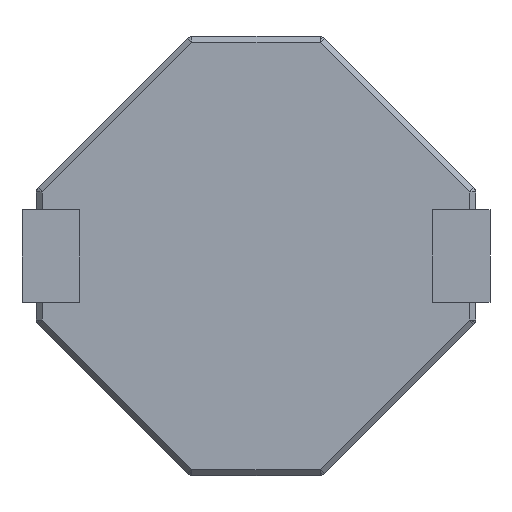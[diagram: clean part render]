
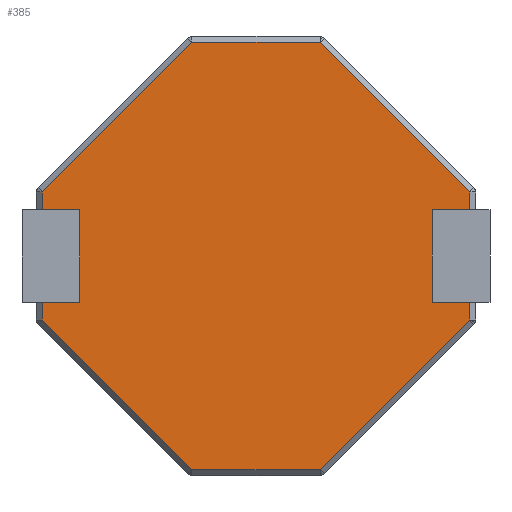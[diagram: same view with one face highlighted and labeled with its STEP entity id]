
A CAD part, front view. The second image highlights one B-rep face of the part: STEP entity #385.
In plain terms, the highlighted planar face has unit normal (0, -1, 0).
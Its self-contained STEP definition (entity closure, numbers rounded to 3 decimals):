
#16 = EDGE_CURVE ( 'NONE', #1261, #1676, #1319, .T. ) ;
#50 = CARTESIAN_POINT ( 'NONE',  ( -1.108, 0., 3.7 ) ) ;
#51 = DIRECTION ( 'NONE',  ( 0.707, 0., -0.707 ) ) ;
#63 = VERTEX_POINT ( 'NONE', #785 ) ;
#96 = LINE ( 'NONE', #797, #246 ) ;
#109 = LINE ( 'NONE', #1571, #719 ) ;
#119 = DIRECTION ( 'NONE',  ( 1., 0., 0. ) ) ;
#163 = CARTESIAN_POINT ( 'NONE',  ( 3.7, 0., -1.108 ) ) ;
#165 = VERTEX_POINT ( 'NONE', #458 ) ;
#174 = VECTOR ( 'NONE', #1401, 1000. ) ;
#191 = CARTESIAN_POINT ( 'NONE',  ( -3.7, 0., -1.108 ) ) ;
#193 = LINE ( 'NONE', #1394, #648 ) ;
#246 = VECTOR ( 'NONE', #1703, 1000. ) ;
#310 = CARTESIAN_POINT ( 'NONE',  ( 3.7, 0., 0.8 ) ) ;
#323 = VECTOR ( 'NONE', #1310, 1000. ) ;
#357 = DIRECTION ( 'NONE',  ( 0., 0., -1. ) ) ;
#359 = VERTEX_POINT ( 'NONE', #1967 ) ;
#365 = EDGE_CURVE ( 'NONE', #359, #1070, #920, .T. ) ;
#369 = CARTESIAN_POINT ( 'NONE',  ( 0., 0., 0. ) ) ;
#385 = ADVANCED_FACE ( 'NONE', ( #1045 ), #1592, .T. ) ;
#393 = DIRECTION ( 'NONE',  ( -1., 0., 0. ) ) ;
#397 = CARTESIAN_POINT ( 'NONE',  ( -3.7, 0., 0.8 ) ) ;
#411 = EDGE_CURVE ( 'NONE', #1494, #591, #193, .T. ) ;
#428 = ORIENTED_EDGE ( 'NONE', *, *, #1970, .T. ) ;
#429 = VECTOR ( 'NONE', #1695, 1000. ) ;
#440 = CARTESIAN_POINT ( 'NONE',  ( -3.05, 0., -0.8 ) ) ;
#458 = CARTESIAN_POINT ( 'NONE',  ( -3.7, 0., 1.108 ) ) ;
#467 = ORIENTED_EDGE ( 'NONE', *, *, #533, .T. ) ;
#484 = EDGE_CURVE ( 'NONE', #165, #1113, #1805, .T. ) ;
#488 = CARTESIAN_POINT ( 'NONE',  ( -3.05, 0., 0.8 ) ) ;
#533 = EDGE_CURVE ( 'NONE', #2226, #1609, #1266, .T. ) ;
#568 = VERTEX_POINT ( 'NONE', #831 ) ;
#578 = VECTOR ( 'NONE', #51, 1000. ) ;
#585 = VECTOR ( 'NONE', #1542, 1000. ) ;
#591 = VERTEX_POINT ( 'NONE', #1891 ) ;
#614 = VECTOR ( 'NONE', #907, 1000. ) ;
#641 = EDGE_CURVE ( 'NONE', #1477, #1033, #96, .T. ) ;
#648 = VECTOR ( 'NONE', #2109, 1000. ) ;
#707 = CARTESIAN_POINT ( 'NONE',  ( -3.7, 0., 1.108 ) ) ;
#714 = VERTEX_POINT ( 'NONE', #1916 ) ;
#719 = VECTOR ( 'NONE', #119, 1000. ) ;
#721 = CARTESIAN_POINT ( 'NONE',  ( 1.108, 0., -3.7 ) ) ;
#723 = EDGE_CURVE ( 'NONE', #568, #1261, #1749, .T. ) ;
#728 = DIRECTION ( 'NONE',  ( 0., -1., 0. ) ) ;
#745 = LINE ( 'NONE', #1456, #2311 ) ;
#765 = VECTOR ( 'NONE', #1665, 1000. ) ;
#785 = CARTESIAN_POINT ( 'NONE',  ( -1.108, 0., 3.7 ) ) ;
#797 = CARTESIAN_POINT ( 'NONE',  ( -3.05, 0., 0. ) ) ;
#831 = CARTESIAN_POINT ( 'NONE',  ( -3.7, 0., -0.8 ) ) ;
#843 = LINE ( 'NONE', #1525, #1548 ) ;
#907 = DIRECTION ( 'NONE',  ( 0., 0., -1. ) ) ;
#920 = LINE ( 'NONE', #1950, #1998 ) ;
#977 = ORIENTED_EDGE ( 'NONE', *, *, #1971, .T. ) ;
#996 = CARTESIAN_POINT ( 'NONE',  ( 3.05, 0., -0.8 ) ) ;
#1013 = EDGE_CURVE ( 'NONE', #1070, #714, #2281, .T. ) ;
#1033 = VERTEX_POINT ( 'NONE', #488 ) ;
#1045 = FACE_OUTER_BOUND ( 'NONE', #1994, .T. ) ;
#1053 = VERTEX_POINT ( 'NONE', #310 ) ;
#1070 = VERTEX_POINT ( 'NONE', #996 ) ;
#1101 = LINE ( 'NONE', #50, #2229 ) ;
#1108 = LINE ( 'NONE', #721, #1402 ) ;
#1113 = VERTEX_POINT ( 'NONE', #1177 ) ;
#1152 = CARTESIAN_POINT ( 'NONE',  ( 1.108, 0., -3.7 ) ) ;
#1166 = DIRECTION ( 'NONE',  ( -1., 0., 0. ) ) ;
#1177 = CARTESIAN_POINT ( 'NONE',  ( -3.7, 0., 0.8 ) ) ;
#1194 = EDGE_CURVE ( 'NONE', #1053, #359, #2297, .T. ) ;
#1256 = ORIENTED_EDGE ( 'NONE', *, *, #2199, .T. ) ;
#1261 = VERTEX_POINT ( 'NONE', #1946 ) ;
#1264 = ORIENTED_EDGE ( 'NONE', *, *, #1194, .F. ) ;
#1266 = LINE ( 'NONE', #2010, #323 ) ;
#1291 = VECTOR ( 'NONE', #1293, 1000. ) ;
#1293 = DIRECTION ( 'NONE',  ( -0.707, 0., -0.707 ) ) ;
#1308 = ORIENTED_EDGE ( 'NONE', *, *, #1351, .T. ) ;
#1310 = DIRECTION ( 'NONE',  ( 0.707, 0., 0.707 ) ) ;
#1319 = LINE ( 'NONE', #2025, #578 ) ;
#1351 = EDGE_CURVE ( 'NONE', #591, #63, #1101, .T. ) ;
#1369 = CARTESIAN_POINT ( 'NONE',  ( 0., 0., -0.8 ) ) ;
#1394 = CARTESIAN_POINT ( 'NONE',  ( 1.108, 0., 3.7 ) ) ;
#1401 = DIRECTION ( 'NONE',  ( -1., 0., 0. ) ) ;
#1402 = VECTOR ( 'NONE', #1897, 1000. ) ;
#1414 = CARTESIAN_POINT ( 'NONE',  ( -1.108, 0., -3.7 ) ) ;
#1456 = CARTESIAN_POINT ( 'NONE',  ( 3.7, 0., 1.108 ) ) ;
#1461 = ORIENTED_EDGE ( 'NONE', *, *, #641, .F. ) ;
#1477 = VERTEX_POINT ( 'NONE', #440 ) ;
#1484 = ORIENTED_EDGE ( 'NONE', *, *, #365, .F. ) ;
#1490 = LINE ( 'NONE', #2234, #429 ) ;
#1494 = VERTEX_POINT ( 'NONE', #1687 ) ;
#1512 = ORIENTED_EDGE ( 'NONE', *, *, #2313, .F. ) ;
#1525 = CARTESIAN_POINT ( 'NONE',  ( 0., 0., 0.8 ) ) ;
#1538 = EDGE_CURVE ( 'NONE', #1033, #1113, #843, .T. ) ;
#1542 = DIRECTION ( 'NONE',  ( 1., 0., 0. ) ) ;
#1548 = VECTOR ( 'NONE', #1166, 1000. ) ;
#1571 = CARTESIAN_POINT ( 'NONE',  ( 0., 0., -0.8 ) ) ;
#1592 = PLANE ( 'NONE',  #1657 ) ;
#1606 = DIRECTION ( 'NONE',  ( 0., 0., 1. ) ) ;
#1609 = VERTEX_POINT ( 'NONE', #163 ) ;
#1638 = ORIENTED_EDGE ( 'NONE', *, *, #1013, .F. ) ;
#1657 = AXIS2_PLACEMENT_3D ( 'NONE', #369, #728, #2319 ) ;
#1665 = DIRECTION ( 'NONE',  ( 0., 0., -1. ) ) ;
#1676 = VERTEX_POINT ( 'NONE', #1414 ) ;
#1687 = CARTESIAN_POINT ( 'NONE',  ( 3.7, 0., 1.108 ) ) ;
#1695 = DIRECTION ( 'NONE',  ( 0., 0., 1. ) ) ;
#1703 = DIRECTION ( 'NONE',  ( 0., 0., 1. ) ) ;
#1749 = LINE ( 'NONE', #191, #614 ) ;
#1762 = ORIENTED_EDGE ( 'NONE', *, *, #1538, .F. ) ;
#1805 = LINE ( 'NONE', #397, #765 ) ;
#1820 = EDGE_CURVE ( 'NONE', #1676, #2226, #1108, .T. ) ;
#1824 = ORIENTED_EDGE ( 'NONE', *, *, #484, .T. ) ;
#1831 = LINE ( 'NONE', #707, #1291 ) ;
#1891 = CARTESIAN_POINT ( 'NONE',  ( 1.108, 0., 3.7 ) ) ;
#1897 = DIRECTION ( 'NONE',  ( 1., 0., 0. ) ) ;
#1915 = ORIENTED_EDGE ( 'NONE', *, *, #1820, .T. ) ;
#1916 = CARTESIAN_POINT ( 'NONE',  ( 3.7, 0., -0.8 ) ) ;
#1946 = CARTESIAN_POINT ( 'NONE',  ( -3.7, 0., -1.108 ) ) ;
#1950 = CARTESIAN_POINT ( 'NONE',  ( 3.05, 0., 0. ) ) ;
#1967 = CARTESIAN_POINT ( 'NONE',  ( 3.05, 0., 0.8 ) ) ;
#1970 = EDGE_CURVE ( 'NONE', #1053, #1494, #745, .T. ) ;
#1971 = EDGE_CURVE ( 'NONE', #63, #165, #1831, .T. ) ;
#1994 = EDGE_LOOP ( 'NONE', ( #1512, #2132, #2247, #1915, #467, #1256, #1638, #1484, #1264, #428, #2201, #1308, #977, #1824, #1762, #1461 ) ) ;
#1998 = VECTOR ( 'NONE', #357, 1000. ) ;
#2010 = CARTESIAN_POINT ( 'NONE',  ( 3.7, 0., -1.108 ) ) ;
#2025 = CARTESIAN_POINT ( 'NONE',  ( -1.108, 0., -3.7 ) ) ;
#2109 = DIRECTION ( 'NONE',  ( -0.707, 0., 0.707 ) ) ;
#2130 = CARTESIAN_POINT ( 'NONE',  ( 0., 0., 0.8 ) ) ;
#2132 = ORIENTED_EDGE ( 'NONE', *, *, #723, .T. ) ;
#2199 = EDGE_CURVE ( 'NONE', #1609, #714, #1490, .T. ) ;
#2201 = ORIENTED_EDGE ( 'NONE', *, *, #411, .T. ) ;
#2226 = VERTEX_POINT ( 'NONE', #1152 ) ;
#2229 = VECTOR ( 'NONE', #393, 1000. ) ;
#2234 = CARTESIAN_POINT ( 'NONE',  ( 3.7, 0., -0.8 ) ) ;
#2247 = ORIENTED_EDGE ( 'NONE', *, *, #16, .T. ) ;
#2281 = LINE ( 'NONE', #1369, #585 ) ;
#2297 = LINE ( 'NONE', #2130, #174 ) ;
#2311 = VECTOR ( 'NONE', #1606, 1000. ) ;
#2313 = EDGE_CURVE ( 'NONE', #568, #1477, #109, .T. ) ;
#2319 = DIRECTION ( 'NONE',  ( 0., 0., -1. ) ) ;
